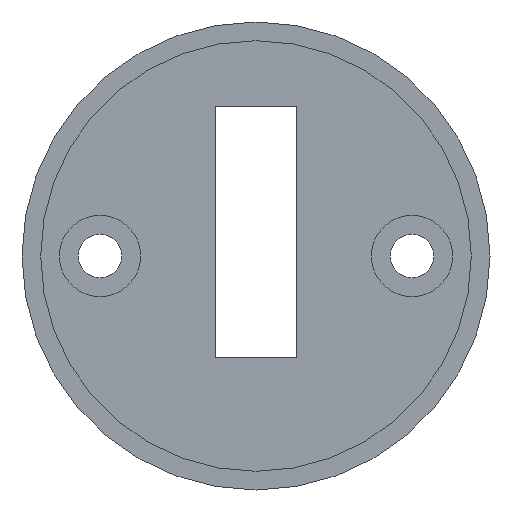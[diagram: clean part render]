
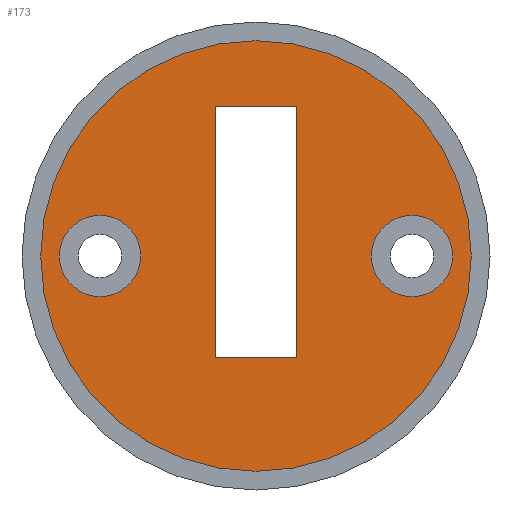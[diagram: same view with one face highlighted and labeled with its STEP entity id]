
A CAD part, front view. The second image highlights one B-rep face of the part: STEP entity #173.
In plain terms, the highlighted planar face has unit normal (0, -1, 0).
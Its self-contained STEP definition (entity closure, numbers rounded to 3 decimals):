
#12 = CARTESIAN_POINT ( 'NONE',  ( 0., -3., -16.3 ) ) ;
#14 = EDGE_CURVE ( 'NONE', #1122, #1122, #1335, .T. ) ;
#56 = AXIS2_PLACEMENT_3D ( 'NONE', #1226, #891, #454 ) ;
#101 = CARTESIAN_POINT ( 'NONE',  ( 6.5, -3., -16.3 ) ) ;
#115 = VERTEX_POINT ( 'NONE', #1230 ) ;
#123 = VERTEX_POINT ( 'NONE', #101 ) ;
#129 = DIRECTION ( 'NONE',  ( -1., 0., 0. ) ) ;
#145 = CARTESIAN_POINT ( 'NONE',  ( -6.5, -3., 0. ) ) ;
#152 = EDGE_CURVE ( 'NONE', #123, #330, #313, .T. ) ;
#173 = ADVANCED_FACE ( 'NONE', ( #541, #460, #1313, #1004 ), #988, .T. ) ;
#203 = VECTOR ( 'NONE', #129, 1000. ) ;
#237 = LINE ( 'NONE', #1147, #203 ) ;
#257 = LINE ( 'NONE', #145, #471 ) ;
#302 = EDGE_CURVE ( 'NONE', #115, #115, #1099, .T. ) ;
#313 = LINE ( 'NONE', #1125, #1222 ) ;
#330 = VERTEX_POINT ( 'NONE', #913 ) ;
#336 = VECTOR ( 'NONE', #1252, 1000. ) ;
#345 = EDGE_LOOP ( 'NONE', ( #962, #1195, #1212, #1383 ) ) ;
#352 = EDGE_CURVE ( 'NONE', #702, #1189, #257, .T. ) ;
#357 = CIRCLE ( 'NONE', #917, 34.5 ) ;
#388 = EDGE_CURVE ( 'NONE', #330, #702, #237, .T. ) ;
#418 = CARTESIAN_POINT ( 'NONE',  ( -6.5, -3., -16.3 ) ) ;
#435 = CARTESIAN_POINT ( 'NONE',  ( 0., -3., 0. ) ) ;
#446 = ORIENTED_EDGE ( 'NONE', *, *, #1153, .F. ) ;
#454 = DIRECTION ( 'NONE',  ( 0., 0., -1. ) ) ;
#460 = FACE_BOUND ( 'NONE', #928, .T. ) ;
#471 = VECTOR ( 'NONE', #803, 1000. ) ;
#541 = FACE_BOUND ( 'NONE', #345, .T. ) ;
#550 = DIRECTION ( 'NONE',  ( 0., 0., -1. ) ) ;
#556 = VERTEX_POINT ( 'NONE', #1011 ) ;
#564 = AXIS2_PLACEMENT_3D ( 'NONE', #1155, #920, #808 ) ;
#566 = CARTESIAN_POINT ( 'NONE',  ( 25., -3., -6.5 ) ) ;
#634 = EDGE_LOOP ( 'NONE', ( #446 ) ) ;
#678 = LINE ( 'NONE', #12, #336 ) ;
#702 = VERTEX_POINT ( 'NONE', #1161 ) ;
#787 = EDGE_LOOP ( 'NONE', ( #832 ) ) ;
#803 = DIRECTION ( 'NONE',  ( 0., 0., -1. ) ) ;
#808 = DIRECTION ( 'NONE',  ( 0., 0., -1. ) ) ;
#832 = ORIENTED_EDGE ( 'NONE', *, *, #14, .T. ) ;
#891 = DIRECTION ( 'NONE',  ( 0., 1., 0. ) ) ;
#913 = CARTESIAN_POINT ( 'NONE',  ( 6.5, -3., 24. ) ) ;
#917 = AXIS2_PLACEMENT_3D ( 'NONE', #1211, #1203, #961 ) ;
#920 = DIRECTION ( 'NONE',  ( 0., 1., 0. ) ) ;
#928 = EDGE_LOOP ( 'NONE', ( #960 ) ) ;
#960 = ORIENTED_EDGE ( 'NONE', *, *, #302, .T. ) ;
#961 = DIRECTION ( 'NONE',  ( 0., 0., -1. ) ) ;
#962 = ORIENTED_EDGE ( 'NONE', *, *, #352, .F. ) ;
#988 = PLANE ( 'NONE',  #1175 ) ;
#1004 = FACE_BOUND ( 'NONE', #787, .T. ) ;
#1011 = CARTESIAN_POINT ( 'NONE',  ( 0., -3., -34.5 ) ) ;
#1099 = CIRCLE ( 'NONE', #564, 6.5 ) ;
#1107 = DIRECTION ( 'NONE',  ( 0., 0., 1. ) ) ;
#1122 = VERTEX_POINT ( 'NONE', #566 ) ;
#1125 = CARTESIAN_POINT ( 'NONE',  ( 6.5, -3., 0. ) ) ;
#1147 = CARTESIAN_POINT ( 'NONE',  ( 0., -3., 24. ) ) ;
#1153 = EDGE_CURVE ( 'NONE', #556, #556, #357, .T. ) ;
#1155 = CARTESIAN_POINT ( 'NONE',  ( -25., -3., 0. ) ) ;
#1161 = CARTESIAN_POINT ( 'NONE',  ( -6.5, -3., 24. ) ) ;
#1175 = AXIS2_PLACEMENT_3D ( 'NONE', #435, #1429, #550 ) ;
#1189 = VERTEX_POINT ( 'NONE', #418 ) ;
#1195 = ORIENTED_EDGE ( 'NONE', *, *, #388, .F. ) ;
#1203 = DIRECTION ( 'NONE',  ( 0., 1., 0. ) ) ;
#1211 = CARTESIAN_POINT ( 'NONE',  ( 0., -3., 0. ) ) ;
#1212 = ORIENTED_EDGE ( 'NONE', *, *, #152, .F. ) ;
#1222 = VECTOR ( 'NONE', #1107, 1000. ) ;
#1226 = CARTESIAN_POINT ( 'NONE',  ( 25., -3., 0. ) ) ;
#1230 = CARTESIAN_POINT ( 'NONE',  ( -25., -3., -6.5 ) ) ;
#1252 = DIRECTION ( 'NONE',  ( 1., 0., 0. ) ) ;
#1313 = FACE_OUTER_BOUND ( 'NONE', #634, .T. ) ;
#1335 = CIRCLE ( 'NONE', #56, 6.5 ) ;
#1383 = ORIENTED_EDGE ( 'NONE', *, *, #1435, .F. ) ;
#1429 = DIRECTION ( 'NONE',  ( 0., -1., 0. ) ) ;
#1435 = EDGE_CURVE ( 'NONE', #1189, #123, #678, .T. ) ;
